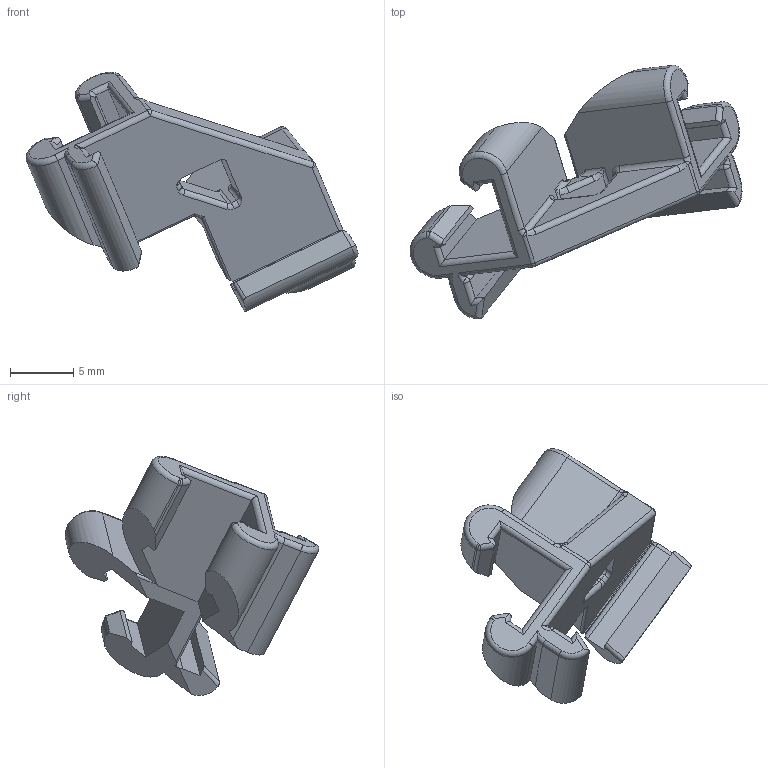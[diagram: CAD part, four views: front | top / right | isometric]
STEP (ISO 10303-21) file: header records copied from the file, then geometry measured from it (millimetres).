
FILE_DESCRIPTION (( 'STEP AP214' ), '1' );
FILE_NAME ('2mm_corner_panel_clip_for_1515_4mm_undersized.STEP', '2021-09-23T08:53:36', ( '' ), ( '' ), 'SwSTEP 2.0', 'SolidWorks 2021', '' );
FILE_SCHEMA (( 'AUTOMOTIVE_DESIGN' ));
Length unit declared in the file: millimetre
Products named in the file (1): 2mm_corner_panel_clip_for_1515_4mm_undersized
Bounding box: 26.16 x 19.97 x 18.85 mm (x, y, z)
Volume: 871.5 mm3; surface area: 1229.9 mm2
Topology: 1 solids, 1 shells, 174 faces, 440 edges, 258 vertices
Faces by surface type: cylinder 82, plane 53, torus 21, bspline 12, sphere 6
Entity records: 5383 total; most frequent: CARTESIAN_POINT 1470, ORIENTED_EDGE 862, DIRECTION 775, EDGE_CURVE 431, AXIS2_PLACEMENT_3D 273, VERTEX_POINT 258, LINE 229, VECTOR 229
